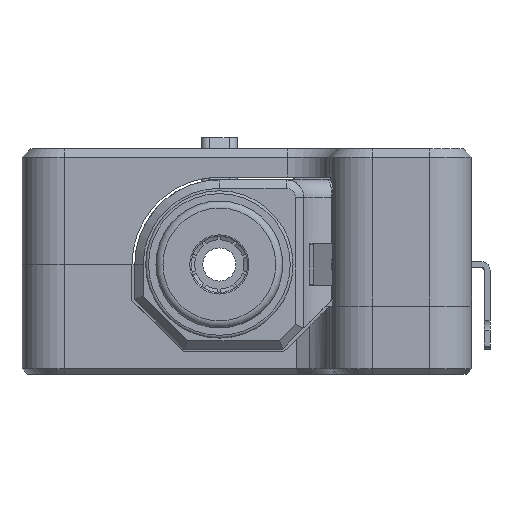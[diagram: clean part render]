
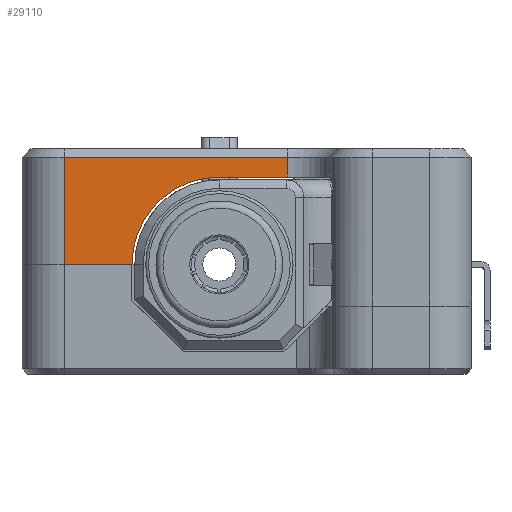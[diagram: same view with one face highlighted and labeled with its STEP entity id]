
A CAD part, left-side view. The second image highlights one B-rep face of the part: STEP entity #29110.
In plain terms, the highlighted planar face has unit normal (-1, 0, 0).
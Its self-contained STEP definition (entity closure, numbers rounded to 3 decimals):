
#1971=PLANE('',#32132);
#3501=FACE_OUTER_BOUND('',#5233,.T.);
#5233=EDGE_LOOP('',(#25316,#25317,#25318,#25319,#25320,#25321));
#7362=LINE('',#54499,#9769);
#7381=LINE('',#54556,#9788);
#7382=LINE('',#54560,#9789);
#7383=LINE('',#54562,#9790);
#7384=LINE('',#54565,#9791);
#9769=VECTOR('',#39041,10.);
#9788=VECTOR('',#39104,10.);
#9789=VECTOR('',#39109,10.);
#9790=VECTOR('',#39110,10.);
#9791=VECTOR('',#39113,10.);
#11526=CIRCLE('',#32133,6.2);
#13851=VERTEX_POINT('',#54489);
#13853=VERTEX_POINT('',#54495);
#13870=VERTEX_POINT('',#54555);
#13871=VERTEX_POINT('',#54559);
#13872=VERTEX_POINT('',#54561);
#13873=VERTEX_POINT('',#54563);
#17755=EDGE_CURVE('',#13851,#13853,#7362,.T.);
#17784=EDGE_CURVE('',#13853,#13870,#7381,.T.);
#17786=EDGE_CURVE('',#13871,#13851,#7382,.T.);
#17787=EDGE_CURVE('',#13872,#13871,#7383,.T.);
#17788=EDGE_CURVE('',#13873,#13872,#11526,.T.);
#17789=EDGE_CURVE('',#13873,#13870,#7384,.T.);
#25316=ORIENTED_EDGE('',*,*,#17755,.F.);
#25317=ORIENTED_EDGE('',*,*,#17786,.F.);
#25318=ORIENTED_EDGE('',*,*,#17787,.F.);
#25319=ORIENTED_EDGE('',*,*,#17788,.F.);
#25320=ORIENTED_EDGE('',*,*,#17789,.T.);
#25321=ORIENTED_EDGE('',*,*,#17784,.F.);
#29110=ADVANCED_FACE('',(#3501),#1971,.T.);
#32132=AXIS2_PLACEMENT_3D('',#54558,#39107,#39108);
#32133=AXIS2_PLACEMENT_3D('',#54564,#39111,#39112);
#39041=DIRECTION('',(0.,-1.,0.));
#39104=DIRECTION('',(0.,0.,-1.));
#39107=DIRECTION('center_axis',(-1.,0.,0.));
#39108=DIRECTION('ref_axis',(0.,-1.,0.));
#39109=DIRECTION('',(0.,0.,1.));
#39110=DIRECTION('',(0.,1.,0.));
#39111=DIRECTION('center_axis',(-1.,0.,0.));
#39112=DIRECTION('ref_axis',(0.,1.,0.));
#39113=DIRECTION('',(0.,-1.,0.));
#54489=CARTESIAN_POINT('',(21.2,126.9,4.75));
#54495=CARTESIAN_POINT('',(21.2,111.067,4.75));
#54499=CARTESIAN_POINT('',(21.2,118.592,4.75));
#54555=CARTESIAN_POINT('',(21.2,111.067,3.35));
#54556=CARTESIAN_POINT('',(21.2,111.067,4.35));
#54558=CARTESIAN_POINT('Origin',(21.2,122.1,3.35));
#54559=CARTESIAN_POINT('',(21.2,126.9,-2.85));
#54560=CARTESIAN_POINT('',(21.2,126.9,4.35));
#54561=CARTESIAN_POINT('',(21.2,122.1,-2.85));
#54562=CARTESIAN_POINT('',(21.2,126.4,-2.85));
#54563=CARTESIAN_POINT('',(21.2,115.9,3.35));
#54564=CARTESIAN_POINT('Origin',(21.2,115.9,-2.85));
#54565=CARTESIAN_POINT('',(21.2,122.1,3.35));
